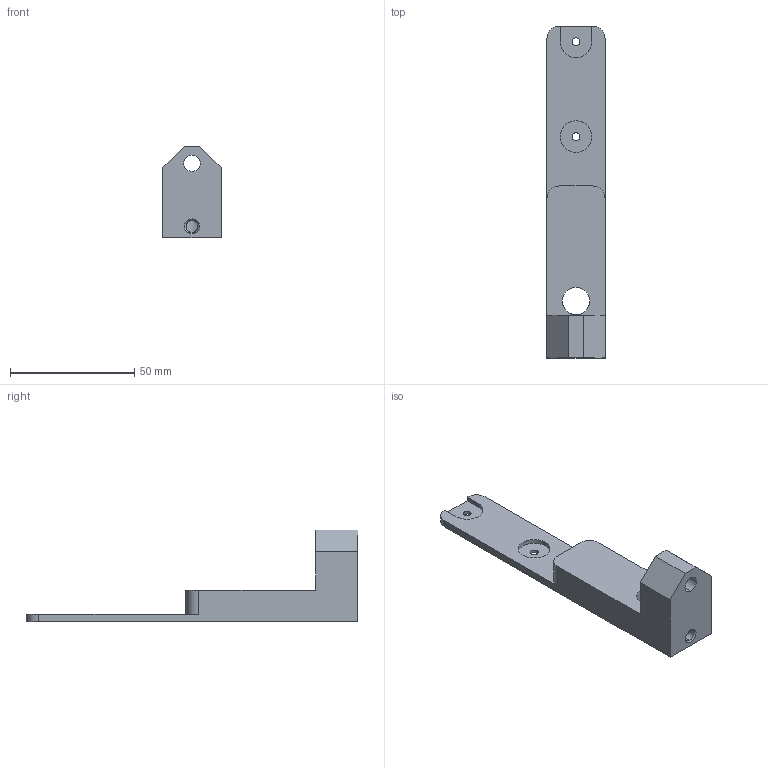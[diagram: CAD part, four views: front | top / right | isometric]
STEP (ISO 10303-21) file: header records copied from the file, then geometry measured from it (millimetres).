
FILE_DESCRIPTION (( 'STEP AP214' ), '1' );
FILE_NAME ('D1200171-v1 aLIGO Pcal Tooling, Alignment Flag Base.STEP', '2013-02-21T01:51:40', ( 'ligo' ), ( '' ), 'SwSTEP 2.0', 'SolidWorks 2012', '' );
FILE_SCHEMA (( 'AUTOMOTIVE_DESIGN' ));
Length unit declared in the file: inch
Products named in the file (1): D1200171-v1 aLIGO Pcal Tooling, Alignment Flag Base
Bounding box: 23.37 x 133.35 x 36.83 mm (x, y, z)
Volume: 30112.1 mm3; surface area: 11563.2 mm2
Topology: 1 solids, 1 shells, 42 faces, 110 edges, 72 vertices
Faces by surface type: cylinder 21, plane 17, cone 4
Entity records: 1478 total; most frequent: CARTESIAN_POINT 343, DIRECTION 234, ORIENTED_EDGE 220, EDGE_CURVE 110, AXIS2_PLACEMENT_3D 85, VERTEX_POINT 72, LINE 64, VECTOR 64
